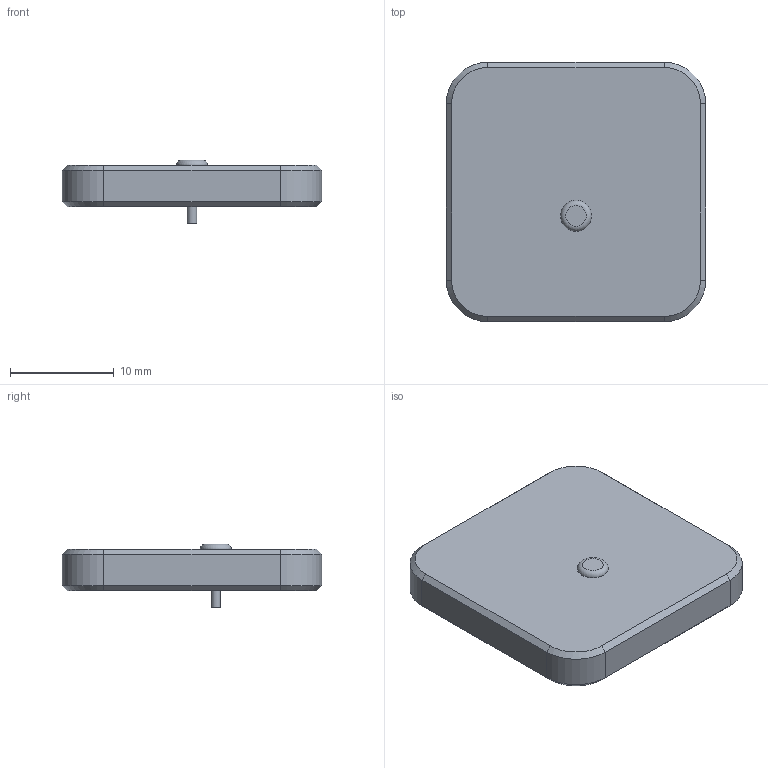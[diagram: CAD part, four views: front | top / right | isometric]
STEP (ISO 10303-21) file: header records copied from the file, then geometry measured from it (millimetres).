
FILE_DESCRIPTION(('STEP AP214'), '1');
FILE_NAME('Patch Antenna _ -IP.1621.25.4.A.02', '', ('UNSPECIFIED'), ('UNSPECIFIED'), 'ASCON STEP Converter 1.3', 'ASCON Math Kernel', '');
FILE_SCHEMA(('AUTOMOTIVE_DESIGN { 1 0 10303 214 3 1 1}'));
Length unit declared in the file: millimetre
Bounding box: 25 x 25 x 6.15 mm (x, y, z)
Volume: 2425.6 mm3; surface area: 1571 mm2
Topology: 1 solids, 1 shells, 32 faces, 65 edges, 38 vertices
Faces by surface type: plane 17, cone 8, cylinder 6, torus 1
Full cylindrical faces by diameter (mm): 0.9 x1, 1 x1
Entity records: 1108 total; most frequent: DIRECTION 150, CARTESIAN_POINT 133, ORIENTED_EDGE 124, EDGE_CURVE 62, AXIS2_PLACEMENT_3D 55, LINE 40, VECTOR 40, EDGE_LOOP 38
